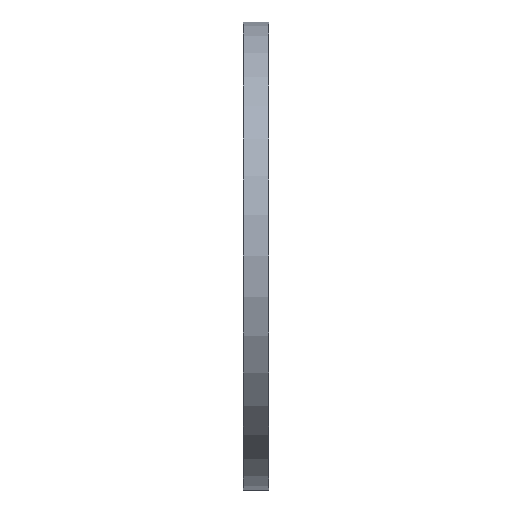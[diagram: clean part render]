
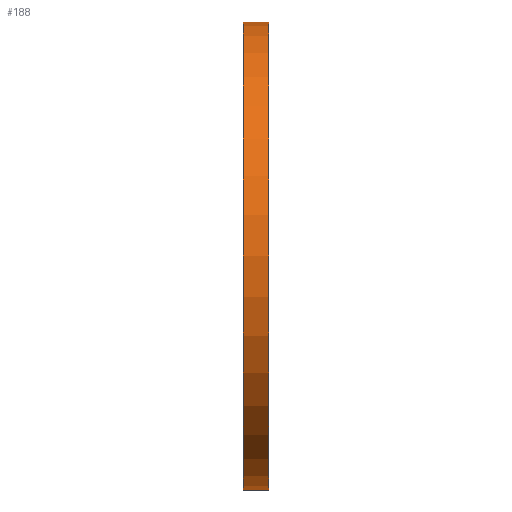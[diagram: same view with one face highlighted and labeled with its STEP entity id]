
A CAD part, left-side view. The second image highlights one B-rep face of the part: STEP entity #188.
In plain terms, the highlighted cylindrical face has radius 110 mm (diameter 220 mm), a partial arc.
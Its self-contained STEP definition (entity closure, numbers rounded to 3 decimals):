
#2 = FACE_OUTER_BOUND ( 'NONE', #583, .T. ) ;
#69 = DIRECTION ( 'NONE',  ( 0., 1., 0. ) ) ;
#77 = EDGE_CURVE ( 'NONE', #100, #636, #739, .T. ) ;
#94 = EDGE_CURVE ( 'NONE', #636, #858, #564, .T. ) ;
#100 = VERTEX_POINT ( 'NONE', #468 ) ;
#115 = DIRECTION ( 'NONE',  ( 0., 0., 1. ) ) ;
#139 = CARTESIAN_POINT ( 'NONE',  ( 0., 38.545, 110. ) ) ;
#186 = CARTESIAN_POINT ( 'NONE',  ( 0., 38.545, 0. ) ) ;
#188 = ADVANCED_FACE ( 'NONE', ( #2 ), #552, .T. ) ;
#189 = CARTESIAN_POINT ( 'NONE',  ( 0., 12., 0. ) ) ;
#192 = CARTESIAN_POINT ( 'NONE',  ( 0., 0., 110. ) ) ;
#198 = DIRECTION ( 'NONE',  ( 0., 0., 1. ) ) ;
#302 = CARTESIAN_POINT ( 'NONE',  ( 0., 12., 110. ) ) ;
#337 = ORIENTED_EDGE ( 'NONE', *, *, #710, .T. ) ;
#354 = CARTESIAN_POINT ( 'NONE',  ( 0., 0., 0. ) ) ;
#368 = VECTOR ( 'NONE', #69, 1000. ) ;
#399 = CIRCLE ( 'NONE', #797, 110. ) ;
#408 = DIRECTION ( 'NONE',  ( 0., 1., 0. ) ) ;
#463 = CARTESIAN_POINT ( 'NONE',  ( 0., 12., -110. ) ) ;
#468 = CARTESIAN_POINT ( 'NONE',  ( 0., 0., -110. ) ) ;
#482 = AXIS2_PLACEMENT_3D ( 'NONE', #189, #810, #198 ) ;
#511 = VERTEX_POINT ( 'NONE', #192 ) ;
#552 = CYLINDRICAL_SURFACE ( 'NONE', #831, 110. ) ;
#564 = CIRCLE ( 'NONE', #482, 110. ) ;
#565 = DIRECTION ( 'NONE',  ( 0., 1., 0. ) ) ;
#568 = ORIENTED_EDGE ( 'NONE', *, *, #77, .F. ) ;
#583 = EDGE_LOOP ( 'NONE', ( #568, #337, #865, #621 ) ) ;
#621 = ORIENTED_EDGE ( 'NONE', *, *, #94, .F. ) ;
#622 = DIRECTION ( 'NONE',  ( 0., 0., 1. ) ) ;
#636 = VERTEX_POINT ( 'NONE', #463 ) ;
#689 = LINE ( 'NONE', #139, #368 ) ;
#710 = EDGE_CURVE ( 'NONE', #100, #511, #399, .T. ) ;
#728 = DIRECTION ( 'NONE',  ( 0., 1., 0. ) ) ;
#739 = LINE ( 'NONE', #805, #776 ) ;
#776 = VECTOR ( 'NONE', #408, 1000. ) ;
#797 = AXIS2_PLACEMENT_3D ( 'NONE', #354, #565, #622 ) ;
#804 = EDGE_CURVE ( 'NONE', #511, #858, #689, .T. ) ;
#805 = CARTESIAN_POINT ( 'NONE',  ( 0., 38.545, -110. ) ) ;
#810 = DIRECTION ( 'NONE',  ( 0., 1., 0. ) ) ;
#831 = AXIS2_PLACEMENT_3D ( 'NONE', #186, #728, #115 ) ;
#858 = VERTEX_POINT ( 'NONE', #302 ) ;
#865 = ORIENTED_EDGE ( 'NONE', *, *, #804, .T. ) ;
